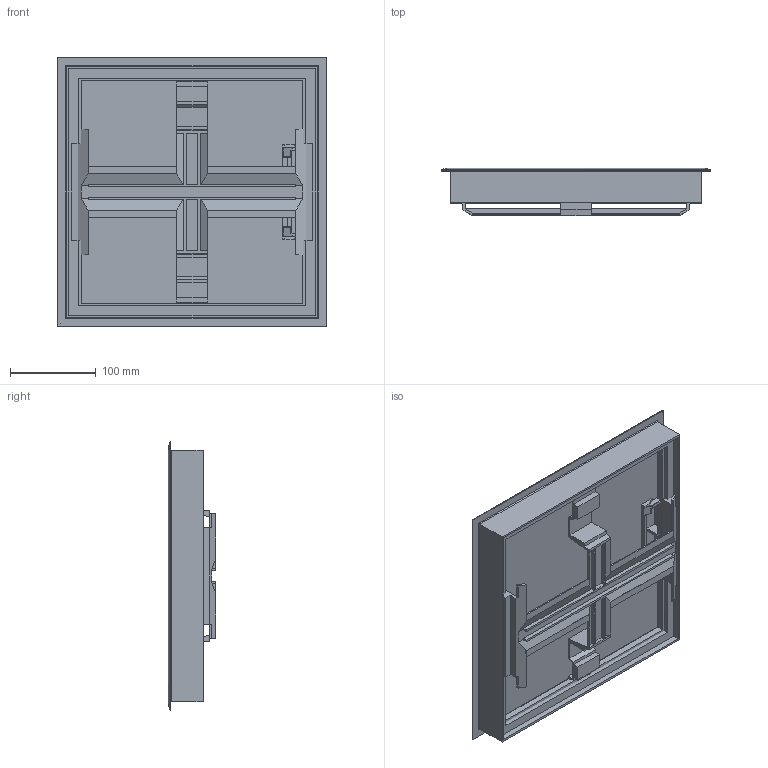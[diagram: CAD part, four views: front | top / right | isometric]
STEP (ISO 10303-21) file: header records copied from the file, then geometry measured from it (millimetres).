
FILE_DESCRIPTION (( 'STEP AP214' ), '1' );
FILE_NAME ('KD Q8 R12 -simplified.STEP', '2023-01-11T10:45:45', ( '' ), ( '' ), 'SwSTEP 2.0', 'SolidWorks 2021', '' );
FILE_SCHEMA (( 'AUTOMOTIVE_DESIGN' ));
Length unit declared in the file: millimetre
Products named in the file (8): Leitungsauslass Q8 Grundteil -simplified_Standard; KD Q8 R12 -simplified; Blecheinlage KD Q8 -simplified_Standard; KD Q8 R5 Unterteil -simplified2_Standard<Wie bearbeitet>; Adapter 594 + VS -simplified_Standard; KD1 Q8 Klappe -simplified2_Standard; Rahmen KD Q8 R5 -simplified2_Standard; Leitungsauslass Q8 -simplified_Standard
Assembly tree (7 placements, depth 3):
  KD Q8 R12 -simplified
    Rahmen KD Q8 R5 -simplified2_Standard
      KD Q8 R5 Unterteil -simplified2_Standard<Wie bearbeitet>
      Adapter 594 + VS -simplified_Standard
    KD1 Q8 Klappe -simplified2_Standard
    Leitungsauslass Q8 -simplified_Standard
      Leitungsauslass Q8 Grundteil -simplified_Standard
    Blecheinlage KD Q8 -simplified_Standard
Bounding box: 314 x 55.8 x 314 mm (x, y, z)
Volume: 1012610.1 mm3; surface area: 633740.8 mm2
Topology: 5 solids, 5 shells, 521 faces, 1370 edges, 848 vertices
Faces by surface type: plane 363, cylinder 106, sphere 28, bspline 18, torus 6
Entity records: 16483 total; most frequent: CARTESIAN_POINT 3575, ORIENTED_EDGE 2680, DIRECTION 2476, EDGE_CURVE 1340, LINE 1106, VECTOR 1106, VERTEX_POINT 842, AXIS2_PLACEMENT_3D 685
